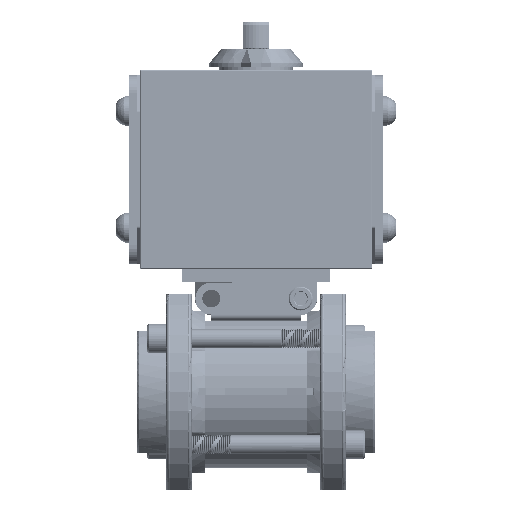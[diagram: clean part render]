
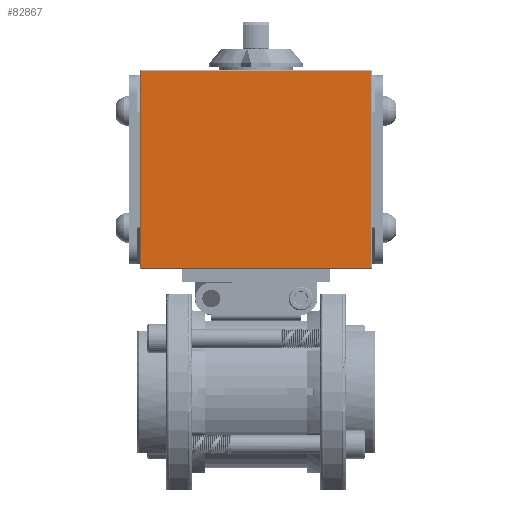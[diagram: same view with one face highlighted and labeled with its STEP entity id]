
A CAD part, top view. The second image highlights one B-rep face of the part: STEP entity #82867.
In plain terms, the highlighted planar face has unit normal (0, 0, 1).
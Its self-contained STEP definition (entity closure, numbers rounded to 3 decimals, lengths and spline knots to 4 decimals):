
#2648 = CARTESIAN_POINT ( 'NONE',  ( 2.253, 2.423, 1.55 ) ) ;
#5722 = AXIS2_PLACEMENT_3D ( 'NONE', #97917, #9160, #112793 ) ;
#6949 = CARTESIAN_POINT ( 'NONE',  ( -2.273, 6.283, 1.55 ) ) ;
#7964 = LINE ( 'NONE', #6949, #165676 ) ;
#8020 = DIRECTION ( 'NONE',  ( 1., 0., 0. ) ) ;
#8446 = CARTESIAN_POINT ( 'NONE',  ( -2.253, 2.423, 1.55 ) ) ;
#9160 = DIRECTION ( 'NONE',  ( 0., 0., -1. ) ) ;
#14496 = VERTEX_POINT ( 'NONE', #41632 ) ;
#15562 = VECTOR ( 'NONE', #8020, 39.3701 ) ;
#21785 = DIRECTION ( 'NONE',  ( -1., 0., 0. ) ) ;
#24515 = ORIENTED_EDGE ( 'NONE', *, *, #77186, .T. ) ;
#35885 = EDGE_LOOP ( 'NONE', ( #170253, #24515, #78935, #76256 ) ) ;
#41632 = CARTESIAN_POINT ( 'NONE',  ( -2.253, 6.283, 1.55 ) ) ;
#54436 = VERTEX_POINT ( 'NONE', #55569 ) ;
#55057 = LINE ( 'NONE', #66967, #15562 ) ;
#55569 = CARTESIAN_POINT ( 'NONE',  ( 2.253, 6.283, 1.55 ) ) ;
#62879 = CARTESIAN_POINT ( 'NONE',  ( 2.253, 6.303, 1.55 ) ) ;
#66967 = CARTESIAN_POINT ( 'NONE',  ( -2.273, 2.423, 1.55 ) ) ;
#74256 = CARTESIAN_POINT ( 'NONE',  ( -2.253, 2.403, 1.55 ) ) ;
#76256 = ORIENTED_EDGE ( 'NONE', *, *, #151099, .T. ) ;
#77186 = EDGE_CURVE ( 'NONE', #54436, #14496, #7964, .T. ) ;
#78935 = ORIENTED_EDGE ( 'NONE', *, *, #117798, .T. ) ;
#82867 = ADVANCED_FACE ( 'NONE', ( #153791 ), #83047, .F. ) ;
#83047 = PLANE ( 'NONE',  #5722 ) ;
#86273 = LINE ( 'NONE', #62879, #169792 ) ;
#92715 = DIRECTION ( 'NONE',  ( 0., 1., 0. ) ) ;
#97917 = CARTESIAN_POINT ( 'NONE',  ( -2.273, 6.303, 1.55 ) ) ;
#104079 = DIRECTION ( 'NONE',  ( 0., -1., 0. ) ) ;
#112793 = DIRECTION ( 'NONE',  ( 0., -1., 0. ) ) ;
#117798 = EDGE_CURVE ( 'NONE', #14496, #187646, #159161, .T. ) ;
#119712 = VECTOR ( 'NONE', #104079, 39.3701 ) ;
#132878 = VERTEX_POINT ( 'NONE', #2648 ) ;
#140826 = EDGE_CURVE ( 'NONE', #132878, #54436, #86273, .T. ) ;
#151099 = EDGE_CURVE ( 'NONE', #187646, #132878, #55057, .T. ) ;
#153791 = FACE_OUTER_BOUND ( 'NONE', #35885, .T. ) ;
#159161 = LINE ( 'NONE', #74256, #119712 ) ;
#165676 = VECTOR ( 'NONE', #21785, 39.3701 ) ;
#169792 = VECTOR ( 'NONE', #92715, 39.3701 ) ;
#170253 = ORIENTED_EDGE ( 'NONE', *, *, #140826, .T. ) ;
#187646 = VERTEX_POINT ( 'NONE', #8446 ) ;
